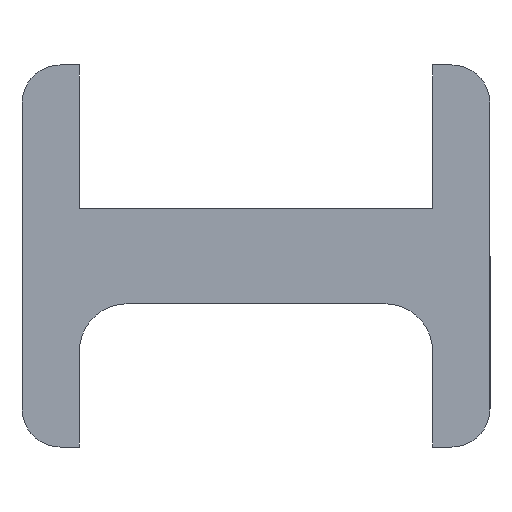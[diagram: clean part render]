
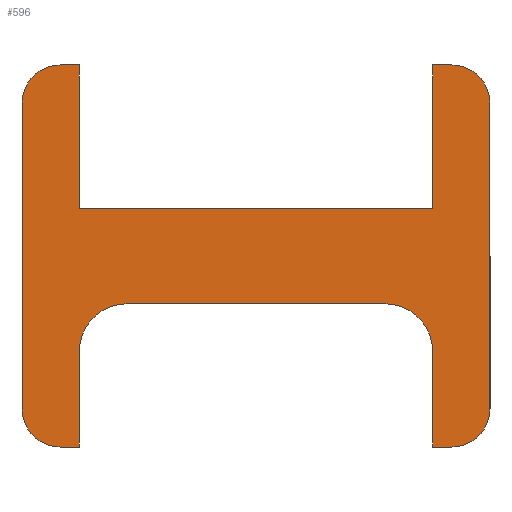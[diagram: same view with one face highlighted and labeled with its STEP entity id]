
A CAD part, left-side view. The second image highlights one B-rep face of the part: STEP entity #596.
In plain terms, the highlighted planar face has unit normal (-1, 0, 0).
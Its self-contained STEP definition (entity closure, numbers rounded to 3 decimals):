
#42 = VERTEX_POINT ( 'NONE', #576 ) ;
#51 = VERTEX_POINT ( 'NONE', #578 ) ;
#53 = EDGE_CURVE ( 'NONE', #51, #192, #574, .T. ) ;
#55 = EDGE_CURVE ( 'NONE', #42, #51, #491, .T. ) ;
#59 = VERTEX_POINT ( 'NONE', #485 ) ;
#63 = EDGE_CURVE ( 'NONE', #154, #59, #479, .T. ) ;
#77 = AXIS2_PLACEMENT_3D ( 'NONE', #130, #129, #128 ) ;
#78 = CIRCLE ( 'NONE', #77, 2. ) ;
#88 = EDGE_CURVE ( 'NONE', #192, #89, #623, .T. ) ;
#89 = VERTEX_POINT ( 'NONE', #405 ) ;
#91 = VERTEX_POINT ( 'NONE', #398 ) ;
#94 = EDGE_CURVE ( 'NONE', #102, #91, #392, .T. ) ;
#98 = EDGE_CURVE ( 'NONE', #91, #150, #404, .T. ) ;
#102 = VERTEX_POINT ( 'NONE', #388 ) ;
#103 = EDGE_CURVE ( 'NONE', #114, #102, #385, .T. ) ;
#114 = VERTEX_POINT ( 'NONE', #435 ) ;
#116 = EDGE_CURVE ( 'NONE', #132, #114, #425, .T. ) ;
#128 = DIRECTION ( 'NONE',  ( 0., 0., 1. ) ) ;
#129 = DIRECTION ( 'NONE',  ( 1., 0., 0. ) ) ;
#130 = CARTESIAN_POINT ( 'NONE',  ( 0., -10.25, 10.5 ) ) ;
#131 = EDGE_CURVE ( 'NONE', #89, #132, #419, .T. ) ;
#132 = VERTEX_POINT ( 'NONE', #710 ) ;
#150 = VERTEX_POINT ( 'NONE', #701 ) ;
#152 = EDGE_CURVE ( 'NONE', #153, #154, #638, .T. ) ;
#153 = VERTEX_POINT ( 'NONE', #642 ) ;
#154 = VERTEX_POINT ( 'NONE', #637 ) ;
#166 = EDGE_CURVE ( 'NONE', #59, #42, #78, .T. ) ;
#192 = VERTEX_POINT ( 'NONE', #219 ) ;
#207 = CARTESIAN_POINT ( 'NONE',  ( 0., 12.25, 10.5 ) ) ;
#219 = CARTESIAN_POINT ( 'NONE',  ( 0., -10.25, -7.5 ) ) ;
#225 = DIRECTION ( 'NONE',  ( 0., 0., -1. ) ) ;
#226 = VECTOR ( 'NONE', #225, 1000. ) ;
#227 = CARTESIAN_POINT ( 'NONE',  ( 0., 9.25, 5. ) ) ;
#229 = DIRECTION ( 'NONE',  ( 0., 0., 1. ) ) ;
#230 = DIRECTION ( 'NONE',  ( 1., 0., 0. ) ) ;
#231 = CARTESIAN_POINT ( 'NONE',  ( 0., 10.25, 10.5 ) ) ;
#232 = AXIS2_PLACEMENT_3D ( 'NONE', #231, #230, #229 ) ;
#240 = CIRCLE ( 'NONE', #232, 2. ) ;
#242 = CARTESIAN_POINT ( 'NONE',  ( 0., 9.25, 5. ) ) ;
#243 = LINE ( 'NONE', #242, #226 ) ;
#248 = CARTESIAN_POINT ( 'NONE',  ( 0., 10.25, 12.5 ) ) ;
#260 = DIRECTION ( 'NONE',  ( 0., 0., 1. ) ) ;
#261 = CARTESIAN_POINT ( 'NONE',  ( 0., 10.25, -7.5 ) ) ;
#264 = DIRECTION ( 'NONE',  ( 0., -1., 0. ) ) ;
#265 = VECTOR ( 'NONE', #264, 1000. ) ;
#267 = CARTESIAN_POINT ( 'NONE',  ( 0., 10.25, -7.5 ) ) ;
#268 = CARTESIAN_POINT ( 'NONE',  ( 0., -9.25, 5. ) ) ;
#278 = CARTESIAN_POINT ( 'NONE',  ( 0., 9.25, 12.5 ) ) ;
#279 = LINE ( 'NONE', #278, #265 ) ;
#287 = CARTESIAN_POINT ( 'NONE',  ( 0., 9.25, 12.5 ) ) ;
#288 = VECTOR ( 'NONE', #346, 1000. ) ;
#289 = LINE ( 'NONE', #268, #288 ) ;
#298 = CIRCLE ( 'NONE', #344, 2. ) ;
#300 = VECTOR ( 'NONE', #260, 1000. ) ;
#301 = LINE ( 'NONE', #306, #300 ) ;
#306 = CARTESIAN_POINT ( 'NONE',  ( 0., 12.25, 10.5 ) ) ;
#309 = DIRECTION ( 'NONE',  ( 0., 1., 0. ) ) ;
#310 = VECTOR ( 'NONE', #309, 1000. ) ;
#311 = LINE ( 'NONE', #267, #310 ) ;
#316 = DIRECTION ( 'NONE',  ( -1., 0., 0. ) ) ;
#317 = CARTESIAN_POINT ( 'NONE',  ( 0., 12.25, -5.5 ) ) ;
#344 = AXIS2_PLACEMENT_3D ( 'NONE', #362, #361, #360 ) ;
#346 = DIRECTION ( 'NONE',  ( 0., -1., 0. ) ) ;
#352 = DIRECTION ( 'NONE',  ( 0., 0., 1. ) ) ;
#356 = FACE_OUTER_BOUND ( 'NONE', #541, .T. ) ;
#357 = CARTESIAN_POINT ( 'NONE',  ( 0., 10.25, 10.5 ) ) ;
#358 = PLANE ( 'NONE',  #359 ) ;
#359 = AXIS2_PLACEMENT_3D ( 'NONE', #357, #316, #352 ) ;
#360 = DIRECTION ( 'NONE',  ( 0., 0., 1. ) ) ;
#361 = DIRECTION ( 'NONE',  ( 1., 0., 0. ) ) ;
#362 = CARTESIAN_POINT ( 'NONE',  ( 0., 10.25, -5.5 ) ) ;
#376 = VECTOR ( 'NONE', #380, 1000. ) ;
#380 = DIRECTION ( 'NONE',  ( 0., 0., -1. ) ) ;
#381 = CARTESIAN_POINT ( 'NONE',  ( 0., 9.25, -7.5 ) ) ;
#382 = DIRECTION ( 'NONE',  ( 0., 0., -1. ) ) ;
#383 = DIRECTION ( 'NONE',  ( -1., 0., 0. ) ) ;
#384 = CARTESIAN_POINT ( 'NONE',  ( 0., 6.75, -2.5 ) ) ;
#385 = LINE ( 'NONE', #387, #434 ) ;
#386 = DIRECTION ( 'NONE',  ( 0., 1., 0. ) ) ;
#387 = CARTESIAN_POINT ( 'NONE',  ( 0., 6.75, 0. ) ) ;
#388 = CARTESIAN_POINT ( 'NONE',  ( 0., 6.75, 0. ) ) ;
#391 = AXIS2_PLACEMENT_3D ( 'NONE', #384, #383, #382 ) ;
#392 = CIRCLE ( 'NONE', #391, 2.5 ) ;
#398 = CARTESIAN_POINT ( 'NONE',  ( 0., 9.25, -2.5 ) ) ;
#401 = DIRECTION ( 'NONE',  ( 0., 1., 0. ) ) ;
#402 = VECTOR ( 'NONE', #401, 1000. ) ;
#404 = LINE ( 'NONE', #381, #376 ) ;
#405 = CARTESIAN_POINT ( 'NONE',  ( 0., -9.25, -7.5 ) ) ;
#409 = CARTESIAN_POINT ( 'NONE',  ( 0., -9.25, -7.5 ) ) ;
#411 = DIRECTION ( 'NONE',  ( 0., 0., 1. ) ) ;
#412 = VECTOR ( 'NONE', #411, 1000. ) ;
#414 = DIRECTION ( 'NONE',  ( 0., 0., -1. ) ) ;
#415 = DIRECTION ( 'NONE',  ( -1., 0., 0. ) ) ;
#416 = CARTESIAN_POINT ( 'NONE',  ( 0., -6.75, -2.5 ) ) ;
#417 = CARTESIAN_POINT ( 'NONE',  ( 0., -9.25, -2.5 ) ) ;
#419 = LINE ( 'NONE', #417, #412 ) ;
#425 = CIRCLE ( 'NONE', #437, 2.5 ) ;
#434 = VECTOR ( 'NONE', #386, 1000. ) ;
#435 = CARTESIAN_POINT ( 'NONE',  ( 0., -6.75, 0. ) ) ;
#437 = AXIS2_PLACEMENT_3D ( 'NONE', #416, #415, #414 ) ;
#441 = VERTEX_POINT ( 'NONE', #207 ) ;
#460 = VERTEX_POINT ( 'NONE', #248 ) ;
#465 = EDGE_CURVE ( 'NONE', #441, #460, #240, .T. ) ;
#466 = EDGE_CURVE ( 'NONE', #504, #514, #243, .T. ) ;
#477 = DIRECTION ( 'NONE',  ( 0., -1., 0. ) ) ;
#478 = VECTOR ( 'NONE', #477, 1000. ) ;
#479 = LINE ( 'NONE', #573, #478 ) ;
#485 = CARTESIAN_POINT ( 'NONE',  ( 0., -10.25, 12.5 ) ) ;
#488 = DIRECTION ( 'NONE',  ( 0., 0., -1. ) ) ;
#489 = VECTOR ( 'NONE', #488, 1000. ) ;
#490 = CARTESIAN_POINT ( 'NONE',  ( 0., -12.25, -5.5 ) ) ;
#491 = LINE ( 'NONE', #490, #489 ) ;
#494 = DIRECTION ( 'NONE',  ( 0., 0., -1. ) ) ;
#495 = DIRECTION ( 'NONE',  ( 1., 0., 0. ) ) ;
#496 = AXIS2_PLACEMENT_3D ( 'NONE', #500, #495, #494 ) ;
#500 = CARTESIAN_POINT ( 'NONE',  ( 0., -10.25, -5.5 ) ) ;
#504 = VERTEX_POINT ( 'NONE', #287 ) ;
#512 = EDGE_CURVE ( 'NONE', #460, #504, #279, .T. ) ;
#514 = VERTEX_POINT ( 'NONE', #227 ) ;
#524 = EDGE_CURVE ( 'NONE', #150, #525, #311, .T. ) ;
#525 = VERTEX_POINT ( 'NONE', #261 ) ;
#529 = EDGE_CURVE ( 'NONE', #565, #441, #301, .T. ) ;
#534 = ORIENTED_EDGE ( 'NONE', *, *, #63, .F. ) ;
#535 = ORIENTED_EDGE ( 'NONE', *, *, #524, .F. ) ;
#536 = ORIENTED_EDGE ( 'NONE', *, *, #103, .F. ) ;
#537 = ORIENTED_EDGE ( 'NONE', *, *, #166, .F. ) ;
#538 = ORIENTED_EDGE ( 'NONE', *, *, #131, .F. ) ;
#539 = ORIENTED_EDGE ( 'NONE', *, *, #53, .F. ) ;
#541 = EDGE_LOOP ( 'NONE', ( #543, #595, #542, #545, #599, #544, #601, #535, #603, #600, #536, #602, #538, #604, #539, #598, #537, #534 ) ) ;
#542 = ORIENTED_EDGE ( 'NONE', *, *, #466, .F. ) ;
#543 = ORIENTED_EDGE ( 'NONE', *, *, #152, .F. ) ;
#544 = ORIENTED_EDGE ( 'NONE', *, *, #529, .F. ) ;
#545 = ORIENTED_EDGE ( 'NONE', *, *, #512, .F. ) ;
#548 = EDGE_CURVE ( 'NONE', #514, #153, #289, .T. ) ;
#564 = EDGE_CURVE ( 'NONE', #525, #565, #298, .T. ) ;
#565 = VERTEX_POINT ( 'NONE', #317 ) ;
#573 = CARTESIAN_POINT ( 'NONE',  ( 0., -10.25, 12.5 ) ) ;
#574 = CIRCLE ( 'NONE', #496, 2. ) ;
#576 = CARTESIAN_POINT ( 'NONE',  ( 0., -12.25, 10.5 ) ) ;
#578 = CARTESIAN_POINT ( 'NONE',  ( 0., -12.25, -5.5 ) ) ;
#595 = ORIENTED_EDGE ( 'NONE', *, *, #548, .F. ) ;
#596 = ADVANCED_FACE ( 'NONE', ( #356 ), #358, .T. ) ;
#598 = ORIENTED_EDGE ( 'NONE', *, *, #55, .F. ) ;
#599 = ORIENTED_EDGE ( 'NONE', *, *, #465, .F. ) ;
#600 = ORIENTED_EDGE ( 'NONE', *, *, #94, .F. ) ;
#601 = ORIENTED_EDGE ( 'NONE', *, *, #564, .F. ) ;
#602 = ORIENTED_EDGE ( 'NONE', *, *, #116, .F. ) ;
#603 = ORIENTED_EDGE ( 'NONE', *, *, #98, .F. ) ;
#604 = ORIENTED_EDGE ( 'NONE', *, *, #88, .F. ) ;
#623 = LINE ( 'NONE', #409, #402 ) ;
#637 = CARTESIAN_POINT ( 'NONE',  ( 0., -9.25, 12.5 ) ) ;
#638 = LINE ( 'NONE', #641, #640 ) ;
#639 = DIRECTION ( 'NONE',  ( 0., 0., 1. ) ) ;
#640 = VECTOR ( 'NONE', #639, 1000. ) ;
#641 = CARTESIAN_POINT ( 'NONE',  ( 0., -9.25, 12.5 ) ) ;
#642 = CARTESIAN_POINT ( 'NONE',  ( 0., -9.25, 5. ) ) ;
#701 = CARTESIAN_POINT ( 'NONE',  ( 0., 9.25, -7.5 ) ) ;
#710 = CARTESIAN_POINT ( 'NONE',  ( 0., -9.25, -2.5 ) ) ;
